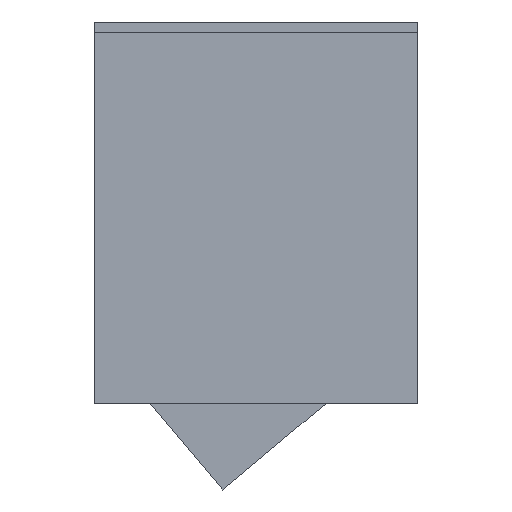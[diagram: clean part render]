
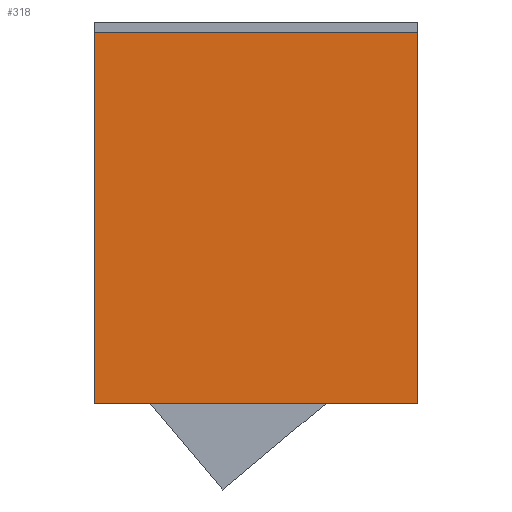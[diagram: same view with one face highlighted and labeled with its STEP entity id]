
A CAD part, left-side view. The second image highlights one B-rep face of the part: STEP entity #318.
In plain terms, the highlighted planar face has unit normal (-1, 0, 0).
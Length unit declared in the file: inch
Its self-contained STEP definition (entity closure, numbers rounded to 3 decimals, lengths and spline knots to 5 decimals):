
#34=DIRECTION('',(0.,0.,1.));
#35=VECTOR('',#34,8.032);
#36=CARTESIAN_POINT('',(-8.5,-3.5,-8.25));
#37=LINE('',#36,#35);
#54=DIRECTION('',(0.,1.,0.));
#55=VECTOR('',#54,7.);
#56=CARTESIAN_POINT('',(-8.5,-3.5,-0.218));
#57=LINE('',#56,#55);
#58=DIRECTION('',(0.,1.,0.));
#59=VECTOR('',#58,7.);
#60=CARTESIAN_POINT('',(-8.5,-3.5,-8.25));
#61=LINE('',#60,#59);
#162=DIRECTION('',(0.,0.,1.));
#163=VECTOR('',#162,8.032);
#164=CARTESIAN_POINT('',(-8.5,3.5,-8.25));
#165=LINE('',#164,#163);
#192=CARTESIAN_POINT('',(-8.5,-3.5,-8.25));
#193=VERTEX_POINT('',#192);
#194=CARTESIAN_POINT('',(-8.5,-3.5,-0.218));
#195=VERTEX_POINT('',#194);
#208=CARTESIAN_POINT('',(-8.5,3.5,-8.25));
#209=VERTEX_POINT('',#208);
#210=CARTESIAN_POINT('',(-8.5,3.5,-0.218));
#211=VERTEX_POINT('',#210);
#305=CARTESIAN_POINT('',(-8.5,-3.5,-8.25));
#306=DIRECTION('',(-1.,0.,0.));
#307=DIRECTION('',(0.,0.,1.));
#308=AXIS2_PLACEMENT_3D('',#305,#306,#307);
#309=PLANE('',#308);
#310=ORIENTED_EDGE('',*,*,#253,.F.);
#312=ORIENTED_EDGE('',*,*,#311,.T.);
#314=ORIENTED_EDGE('',*,*,#313,.T.);
#315=ORIENTED_EDGE('',*,*,#297,.F.);
#316=EDGE_LOOP('',(#310,#312,#314,#315));
#317=FACE_OUTER_BOUND('',#316,.F.);
#253=EDGE_CURVE('',#193,#195,#37,.T.);
#297=EDGE_CURVE('',#195,#211,#57,.T.);
#311=EDGE_CURVE('',#193,#209,#61,.T.);
#313=EDGE_CURVE('',#209,#211,#165,.T.);
#318=ADVANCED_FACE('',(#317),#309,.T.);
